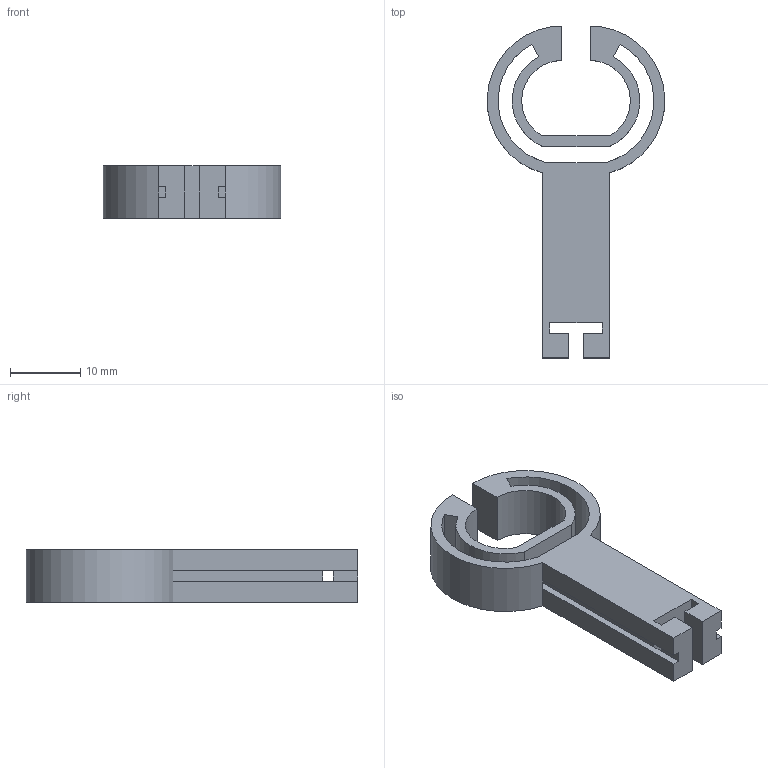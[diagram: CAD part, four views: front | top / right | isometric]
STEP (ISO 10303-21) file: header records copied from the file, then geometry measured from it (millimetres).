
FILE_DESCRIPTION(/* description */ (''),/* implementation_level */ '2;1');
FILE_NAME(/* name */ 'SlangHllare.stp',/* time_stamp */ '2025-01-29T11:16:13+01:00',/* author */ ('24oscnor'),/* organization */ (''),/* preprocessor_version */ 'ST-DEVELOPER v20',/* originating_system */ 'Autodesk Inventor 2025',/* authorisation */ '');
FILE_SCHEMA (('AUTOMOTIVE_DESIGN { 1 0 10303 214 3 1 1 }'));
Length unit declared in the file: millimetre
Products named in the file (1): SlangHållare
Bounding box: 25.19 x 47.1 x 7.5 mm (x, y, z)
Volume: 2980 mm3; surface area: 3103 mm2
Topology: 1 solids, 1 shells, 42 faces, 165 edges, 155 vertices
Faces by surface type: plane 34, cylinder 8
Entity records: 1699 total; most frequent: CARTESIAN_POINT 340, ORIENTED_EDGE 264, DIRECTION 258, EDGE_CURVE 132, LINE 112, VECTOR 112, VERTEX_POINT 84, AXIS2_PLACEMENT_3D 73
